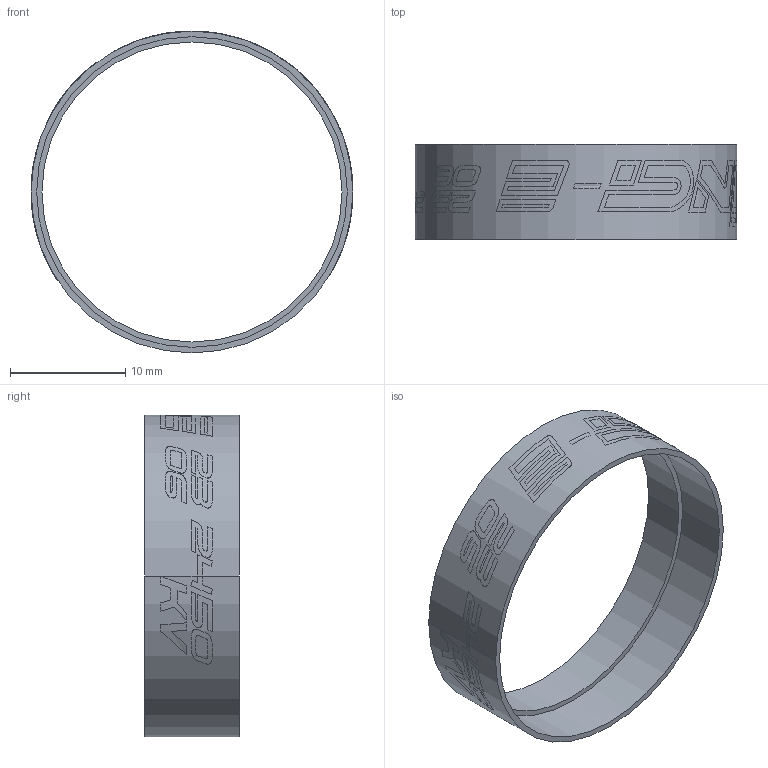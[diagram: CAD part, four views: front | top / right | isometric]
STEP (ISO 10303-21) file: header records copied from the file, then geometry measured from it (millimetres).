
FILE_DESCRIPTION((''),'2;1');
FILE_NAME('MOTOR_VRCH2','2022-02-19T21:19:46',('BenoVidla'),(''),'CREO PARAMETRIC BY PTC INC, 2021063','CREO PARAMETRIC BY PTC INC, 2021063','');
FILE_SCHEMA(('AP242_MANAGED_MODEL_BASED_3D_ENGINEERING_MIM_LF { 1 0 10303 442 1 1 4 }'));
Length unit declared in the file: millimetre
Products named in the file (1): MOTOR_VRCH2
Bounding box: 27.9 x 8.2 x 27.9 mm (x, y, z)
Volume: 487.1 mm3; surface area: 1657.2 mm2
Topology: 1 solids, 29 shells, 39 faces, 1775 edges, 1776 vertices
Faces by surface type: cylinder 36, plane 3
Entity records: 19939 total; most frequent: CARTESIAN_POINT 6831, PRESENTATION_STYLE_ASSIGNMENT 1817, STYLED_ITEM 1787, CURVE_STYLE 1776, COMPOSITE_CURVE_SEGMENT 1306, DIRECTION 1117, B_SPLINE_CURVE_WITH_KNOTS 982, TRIMMED_CURVE 662
